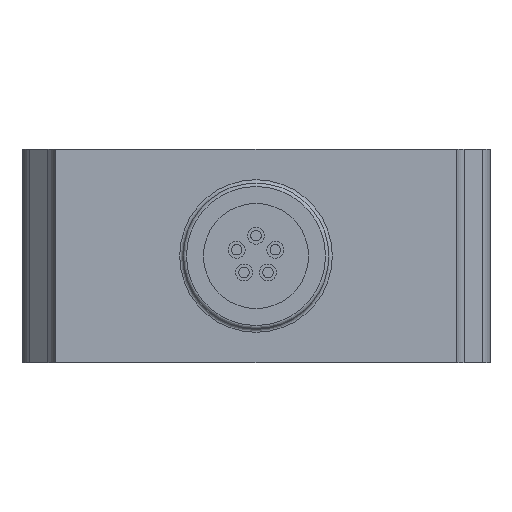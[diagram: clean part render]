
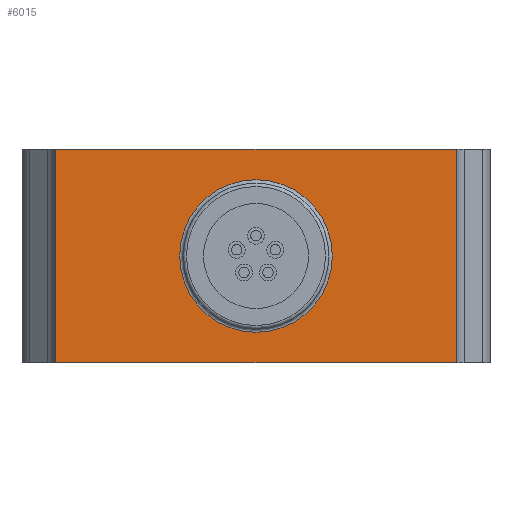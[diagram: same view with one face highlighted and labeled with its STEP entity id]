
A CAD part, front view. The second image highlights one B-rep face of the part: STEP entity #6015.
In plain terms, the highlighted planar face has unit normal (0, -1, 0).
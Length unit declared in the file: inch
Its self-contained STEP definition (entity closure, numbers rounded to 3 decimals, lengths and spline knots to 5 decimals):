
#270 = VERTEX_POINT ( 'NONE', #8628 ) ;
#611 = EDGE_CURVE ( 'NONE', #9212, #5205, #9284, .T. ) ;
#696 = CIRCLE ( 'NONE', #4422, 0.225 ) ;
#1410 = VERTEX_POINT ( 'NONE', #5056 ) ;
#1500 = CARTESIAN_POINT ( 'NONE',  ( 0., -1.20438, 0. ) ) ;
#1526 = DIRECTION ( 'NONE',  ( 1., 0., 0. ) ) ;
#1975 = DIRECTION ( 'NONE',  ( 1., 0., 0. ) ) ;
#2384 = VECTOR ( 'NONE', #1526, 39.37008 ) ;
#2449 = EDGE_CURVE ( 'NONE', #270, #270, #696, .T. ) ;
#3600 = DIRECTION ( 'NONE',  ( 0., 1., 0. ) ) ;
#3683 = EDGE_CURVE ( 'NONE', #11558, #1410, #12124, .T. ) ;
#4069 = CARTESIAN_POINT ( 'NONE',  ( -0.59, -1.20438, 0.315 ) ) ;
#4176 = EDGE_LOOP ( 'NONE', ( #7868, #12753, #7195, #4290 ) ) ;
#4290 = ORIENTED_EDGE ( 'NONE', *, *, #3683, .T. ) ;
#4422 = AXIS2_PLACEMENT_3D ( 'NONE', #1500, #8826, #6892 ) ;
#4428 = CARTESIAN_POINT ( 'NONE',  ( -0.59, -1.20438, 0.315 ) ) ;
#5056 = CARTESIAN_POINT ( 'NONE',  ( -0.59, -1.20438, -0.315 ) ) ;
#5123 = CARTESIAN_POINT ( 'NONE',  ( 0.59, -1.20438, 0.315 ) ) ;
#5205 = VERTEX_POINT ( 'NONE', #6213 ) ;
#5680 = PLANE ( 'NONE',  #10312 ) ;
#6015 = ADVANCED_FACE ( 'NONE', ( #8865, #12881 ), #5680, .F. ) ;
#6127 = VECTOR ( 'NONE', #1975, 39.37008 ) ;
#6200 = VECTOR ( 'NONE', #9837, 39.37008 ) ;
#6213 = CARTESIAN_POINT ( 'NONE',  ( 0.59, -1.20438, -0.315 ) ) ;
#6471 = EDGE_LOOP ( 'NONE', ( #7993 ) ) ;
#6887 = EDGE_CURVE ( 'NONE', #1410, #5205, #8922, .T. ) ;
#6892 = DIRECTION ( 'NONE',  ( 0., 0., 1. ) ) ;
#7195 = ORIENTED_EDGE ( 'NONE', *, *, #12961, .F. ) ;
#7868 = ORIENTED_EDGE ( 'NONE', *, *, #6887, .T. ) ;
#7993 = ORIENTED_EDGE ( 'NONE', *, *, #2449, .T. ) ;
#8628 = CARTESIAN_POINT ( 'NONE',  ( 0., -1.20438, 0.225 ) ) ;
#8826 = DIRECTION ( 'NONE',  ( 0., 1., 0. ) ) ;
#8865 = FACE_BOUND ( 'NONE', #6471, .T. ) ;
#8922 = LINE ( 'NONE', #9891, #2384 ) ;
#9212 = VERTEX_POINT ( 'NONE', #13142 ) ;
#9284 = LINE ( 'NONE', #5123, #12167 ) ;
#9695 = CARTESIAN_POINT ( 'NONE',  ( -0.59, -1.20438, 0.315 ) ) ;
#9837 = DIRECTION ( 'NONE',  ( 0., 0., -1. ) ) ;
#9891 = CARTESIAN_POINT ( 'NONE',  ( -0.59, -1.20438, -0.315 ) ) ;
#10224 = CARTESIAN_POINT ( 'NONE',  ( -0.59, -1.20438, 0.315 ) ) ;
#10312 = AXIS2_PLACEMENT_3D ( 'NONE', #9695, #3600, #10875 ) ;
#10875 = DIRECTION ( 'NONE',  ( 0., 0., 1. ) ) ;
#11456 = LINE ( 'NONE', #10224, #6127 ) ;
#11558 = VERTEX_POINT ( 'NONE', #4069 ) ;
#12124 = LINE ( 'NONE', #4428, #6200 ) ;
#12167 = VECTOR ( 'NONE', #12463, 39.37008 ) ;
#12463 = DIRECTION ( 'NONE',  ( 0., 0., -1. ) ) ;
#12753 = ORIENTED_EDGE ( 'NONE', *, *, #611, .F. ) ;
#12881 = FACE_OUTER_BOUND ( 'NONE', #4176, .T. ) ;
#12961 = EDGE_CURVE ( 'NONE', #11558, #9212, #11456, .T. ) ;
#13142 = CARTESIAN_POINT ( 'NONE',  ( 0.59, -1.20438, 0.315 ) ) ;
